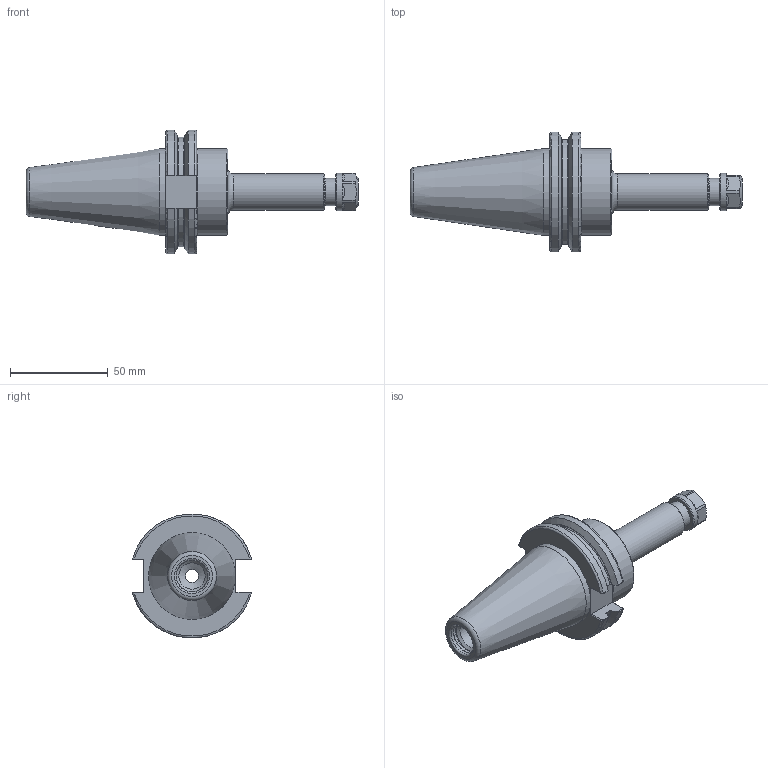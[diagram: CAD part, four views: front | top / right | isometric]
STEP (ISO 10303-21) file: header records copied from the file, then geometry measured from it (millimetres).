
FILE_DESCRIPTION(/* description */ (''),/* implementation_level */ '2;1');
FILE_NAME(/* name */ 'CAT40-ER11H-0400.stp',/* time_stamp */ '2019-05-30T08:28:31-05:00',/* author */ ('ldfli'),/* organization */ ('Pioneer N.A.'),/* preprocessor_version */ 'ST-DEVELOPER v18',/* originating_system */ 'Autodesk Inventor LT',/* authorisation */ '');
FILE_SCHEMA (('AUTOMOTIVE_DESIGN { 1 0 10303 214 3 1 1 }'));
Length unit declared in the file: millimetre
Products named in the file (1): CAT40-ER11H-0400
Bounding box: 169.85 x 61.14 x 63.31 mm (x, y, z)
Volume: 144146.2 mm3; surface area: 27807 mm2
Topology: 2 solids, 2 shells, 133 faces, 381 edges, 261 vertices
Faces by surface type: plane 52, cone 24, cylinder 22, torus 19, bspline 16
Full cylindrical faces by diameter (mm): 6.647 x1, 8.15 x1, 8.662 x1, 10 x1, 10.2 x1, 12.4 x1, 13.25 x1, 13.494 x1, 14 x1, 14.8 x1, 16.3 x1, 16.8 x1, 18.5 x1, 19 x1, 44.45 x2
Entity records: 5181 total; most frequent: CARTESIAN_POINT 1694, ORIENTED_EDGE 760, DIRECTION 711, EDGE_CURVE 380, AXIS2_PLACEMENT_3D 289, VERTEX_POINT 261, CIRCLE 171, EDGE_LOOP 147
